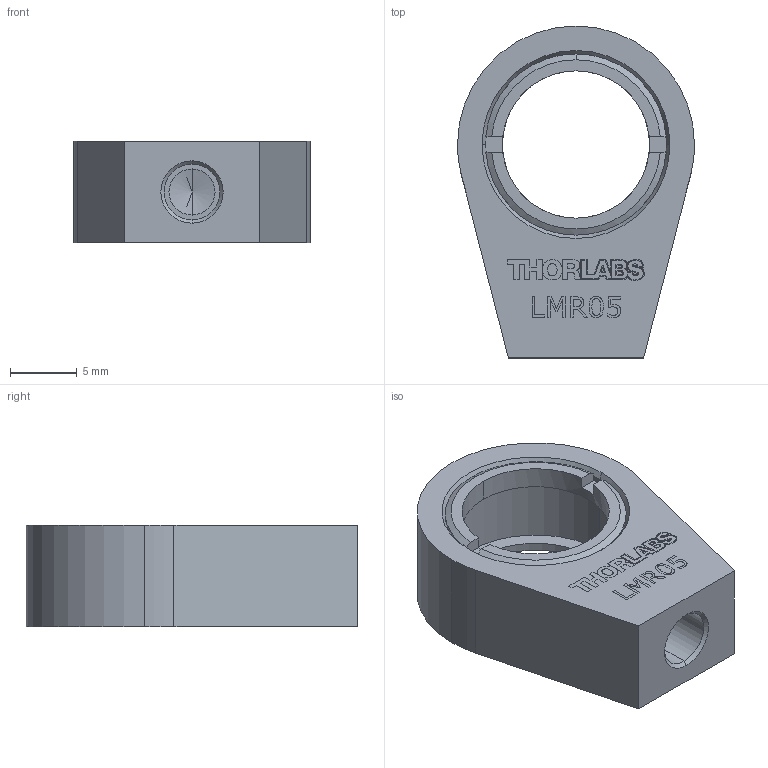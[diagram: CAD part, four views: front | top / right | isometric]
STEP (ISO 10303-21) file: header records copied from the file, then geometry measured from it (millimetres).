
FILE_DESCRIPTION (( 'STEP AP214' ), '1' );
FILE_NAME ('2606-E0W.STEP', '2016-11-01T14:53:48', ( 'admin' ), ( '' ), 'SwSTEP 2.0', 'SolidWorks 2016', '' );
FILE_SCHEMA (( 'AUTOMOTIVE_DESIGN' ));
Length unit declared in the file: inch
Products named in the file (1): 2606-E0W
Bounding box: 17.78 x 24.89 x 7.62 mm (x, y, z)
Volume: 1570.7 mm3; surface area: 1663.2 mm2
Topology: 2 solids, 2 shells, 269 faces, 717 edges, 474 vertices
Faces by surface type: plane 153, bspline 90, cylinder 15, cone 11
Entity records: 13316 total; most frequent: CARTESIAN_POINT 3645, ORIENTED_EDGE 1430, DIRECTION 938, EDGE_CURVE 715, VECTOR 484, LINE 484, VERTEX_POINT 474, EDGE_LOOP 297
